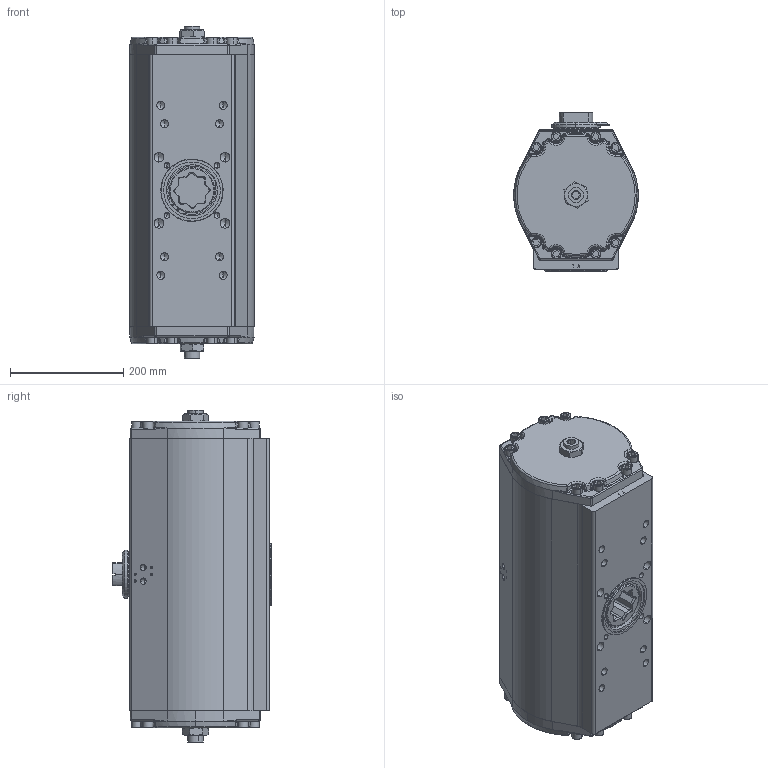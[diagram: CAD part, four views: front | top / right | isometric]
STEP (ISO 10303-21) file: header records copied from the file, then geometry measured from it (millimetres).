
FILE_DESCRIPTION (( 'STEP AP203' ), '1' );
FILE_NAME ('002441_defeature.STEP', '2018-08-16T06:35:25', ( '' ), ( '' ), 'SwSTEP 2.0', 'SolidWorks 2018', '' );
FILE_SCHEMA (( 'CONFIG_CONTROL_DESIGN' ));
Length unit declared in the file: millimetre
Products named in the file (1): 002441_defeature
Bounding box: 219.96 x 279.3 x 585.99 mm (x, y, z)
Volume: 23962127.3 mm3; surface area: 594879.3 mm2
Topology: 1 solids, 1 shells, 1001 faces, 2435 edges, 1454 vertices
Faces by surface type: plane 387, cylinder 232, cone 132, torus 110, bspline 108, sphere 32
Entity records: 32050 total; most frequent: CARTESIAN_POINT 9259, DIRECTION 4763, ORIENTED_EDGE 4754, EDGE_CURVE 2377, AXIS2_PLACEMENT_3D 1790, VERTEX_POINT 1454, LINE 1183, VECTOR 1183
